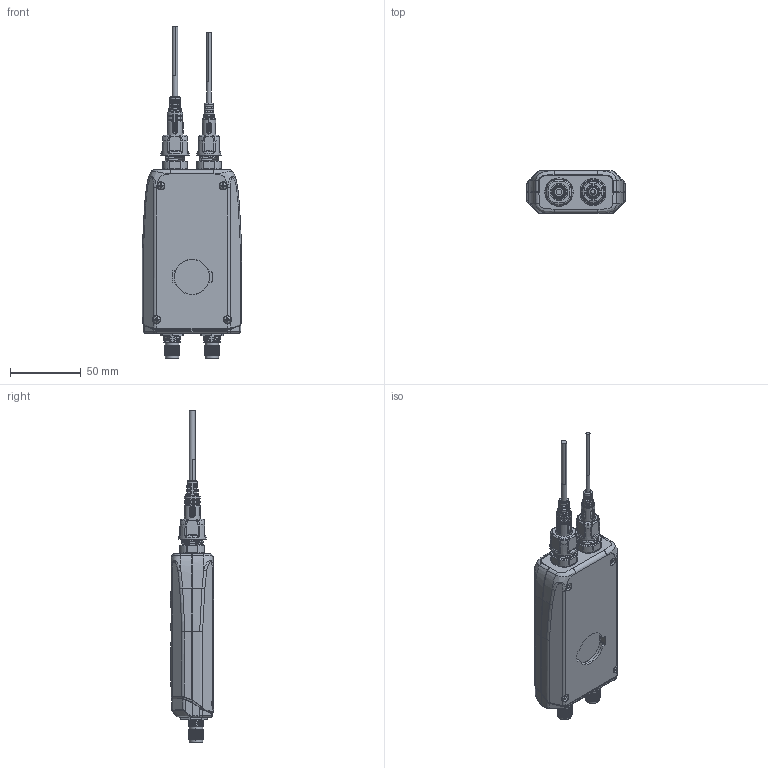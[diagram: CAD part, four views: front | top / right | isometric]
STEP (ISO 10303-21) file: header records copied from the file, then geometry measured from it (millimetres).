
FILE_DESCRIPTION (( 'STEP AP214' ), '1' );
FILE_NAME ('RF PA - RECEIVER.STEP', '2025-09-05T15:02:03', ( '' ), ( '' ), 'SwSTEP 2.0', 'SolidWorks 2023', '' );
FILE_SCHEMA (( 'AUTOMOTIVE_DESIGN' ));
Length unit declared in the file: millimetre
Products named in the file (19): JACK-NU.stp; DC-JACK.stp; BNC-802-0028.stp; RF PA - RECEIVER.stp; WAIST_DY_4.stp; DC-JACK-NU.stp; DC-JACK-F.stp; 3P-JACK-NU.stp; LCD-MODLE.stp; RF PA - RECEIVER; SPT-1R-UP.stp; ASSY-SPT_ASM.stp; SPT-1R-DOWN.stp; NEW-BUTTON-STYEL1.stp; ICRPS0402.stp; 3P-JACK.stp; NUTSS.stp; NEW-BUTTON-STYEL2.stp; 3P-JACK-M.stp
Assembly tree (27 placements, depth 4):
  RF PA - RECEIVER
    RF PA - RECEIVER.stp
      ASSY-SPT_ASM.stp
        SPT-1R-DOWN.stp
        3P-JACK.stp
        DC-JACK.stp
        JACK-NU.stp  x2
        SPT-1R-UP.stp
        3P-JACK-M.stp
        DC-JACK-F.stp
        DC-JACK-NU.stp
        3P-JACK-NU.stp
      WAIST_DY_4.stp
      LCD-MODLE.stp
      NUTSS.stp  x5
      NEW-BUTTON-STYEL2.stp
      NEW-BUTTON-STYEL1.stp
      ICRPS0402.stp  x4
      BNC-802-0028.stp  x2
Bounding box: 69.99 x 30.4 x 234.59 mm (x, y, z)
Volume: 71395.9 mm3; surface area: 78188.7 mm2
Topology: 25 solids, 25 shells, 3783 faces, 9465 edges, 5831 vertices
Faces by surface type: plane 1595, cylinder 907, bspline 680, torus 336, cone 159, sphere 106
Entity records: 161575 total; most frequent: CARTESIAN_POINT 84223, ORIENTED_EDGE 16816, DIRECTION 14473, EDGE_CURVE 8408, VERTEX_POINT 5220, AXIS2_PLACEMENT_3D 5153, LINE 4167, VECTOR 4167
